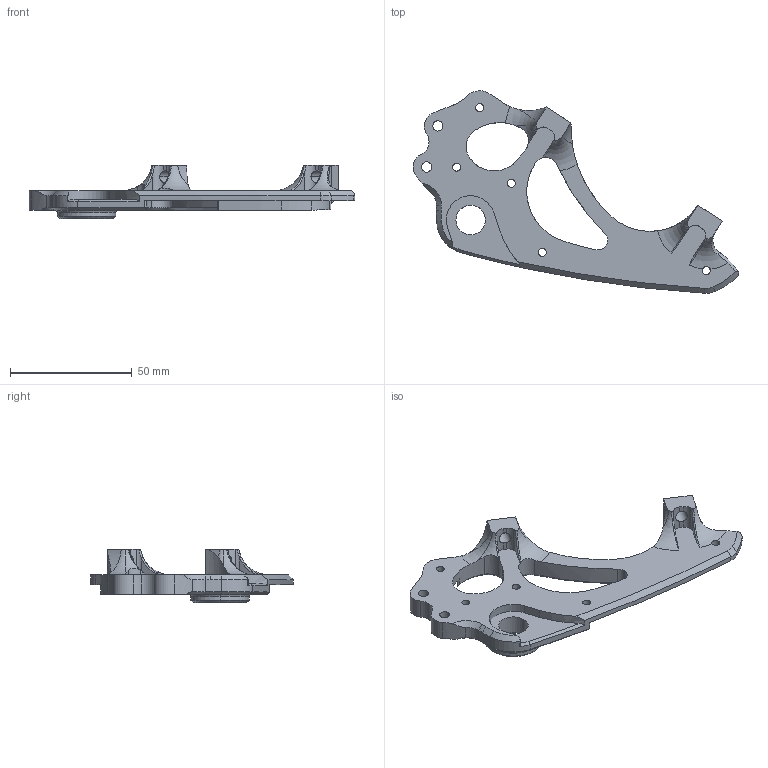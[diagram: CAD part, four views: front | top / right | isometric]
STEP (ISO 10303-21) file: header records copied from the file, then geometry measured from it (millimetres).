
FILE_DESCRIPTION (( 'STEP AP214' ), '1' );
FILE_NAME ('PA410.STEP', '2016-01-19T15:42:37', ( '' ), ( '' ), 'SwSTEP 2.0', 'SolidWorks 2016', '' );
FILE_SCHEMA (( 'AUTOMOTIVE_DESIGN' ));
Length unit declared in the file: millimetre
Products named in the file (1): PA410
Bounding box: 133.86 x 83.21 x 22 mm (x, y, z)
Volume: 28895 mm3; surface area: 14846.8 mm2
Topology: 1 solids, 1 shells, 162 faces, 473 edges, 306 vertices
Faces by surface type: cylinder 93, cone 25, plane 23, bspline 13, torus 8
Entity records: 6916 total; most frequent: CARTESIAN_POINT 2581, ORIENTED_EDGE 946, DIRECTION 899, EDGE_CURVE 473, AXIS2_PLACEMENT_3D 373, VERTEX_POINT 306, CIRCLE 223, EDGE_LOOP 179
